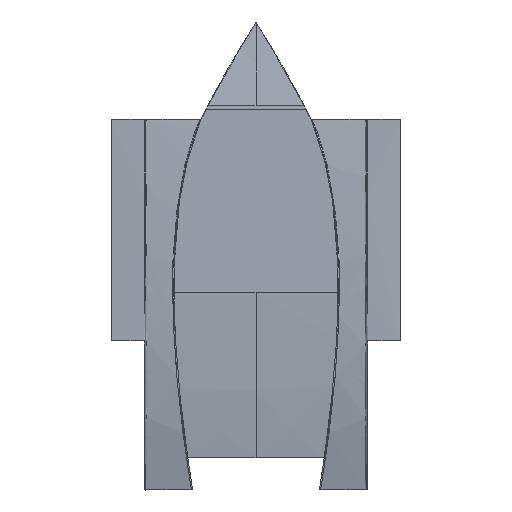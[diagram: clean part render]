
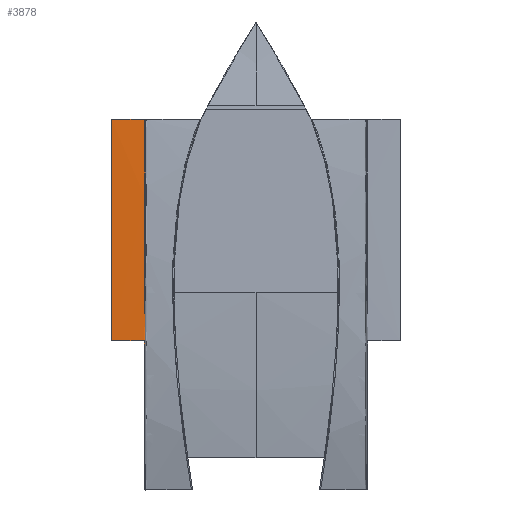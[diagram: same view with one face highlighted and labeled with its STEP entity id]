
A CAD part, front view. The second image highlights one B-rep face of the part: STEP entity #3878.
In plain terms, the highlighted free-form (B-spline) face has degree [2, 1] with [3, 2] control points.
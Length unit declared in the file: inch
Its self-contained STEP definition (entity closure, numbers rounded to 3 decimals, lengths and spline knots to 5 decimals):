
#75 = CARTESIAN_POINT ( 'NONE',  ( -18.63656, 1.46638, -3.56676 ) ) ;
#112 = CARTESIAN_POINT ( 'NONE',  ( -28.25, 2.01042, -40.5986 ) ) ;
#377 = VERTEX_POINT ( 'NONE', #5481 ) ;
#505 = CARTESIAN_POINT ( 'NONE',  ( -24.25, 1.52199, 18.25216 ) ) ;
#514 = EDGE_CURVE ( 'NONE', #9233, #4517, #4216, .T. ) ;
#558 = CARTESIAN_POINT ( 'NONE',  ( -18.75, 2.01042, -40.5986 ) ) ;
#740 = CARTESIAN_POINT ( 'NONE',  ( -18.65, 2.01042, -40.5986 ) ) ;
#800 = DIRECTION ( 'NONE',  ( 1., 0., 0. ) ) ;
#936 = DIRECTION ( 'NONE',  ( 1., 0., 0. ) ) ;
#991 = LINE ( 'NONE', #2522, #6828 ) ;
#1326 = ORIENTED_EDGE ( 'NONE', *, *, #8876, .F. ) ;
#1473 = VERTEX_POINT ( 'NONE', #740 ) ;
#1544 = ORIENTED_EDGE ( 'NONE', *, *, #2544, .F. ) ;
#1577 = B_SPLINE_CURVE_WITH_KNOTS ( 'NONE', 2,
 ( #5765, #7338, #10233 ),
 .UNSPECIFIED., .F., .F.,
 ( 3, 3 ),
 ( 0.52781, 0.52949 ),
 .UNSPECIFIED. ) ;
#2105 = VECTOR ( 'NONE', #800, 39.37008 ) ;
#2144 = CARTESIAN_POINT ( 'NONE',  ( -24.25, 2.01042, -40.5986 ) ) ;
#2298 = CARTESIAN_POINT ( 'NONE',  ( -18.65, 1.45319, 3.83142 ) ) ;
#2329 = LINE ( 'NONE', #6284, #7832 ) ;
#2391 = ORIENTED_EDGE ( 'NONE', *, *, #3154, .F. ) ;
#2429 = DIRECTION ( 'NONE',  ( 1., 0., 0. ) ) ;
#2452 = ORIENTED_EDGE ( 'NONE', *, *, #4702, .T. ) ;
#2458 = EDGE_CURVE ( 'NONE', #6970, #5055, #3344, .T. ) ;
#2522 = CARTESIAN_POINT ( 'NONE',  ( -28.25, 1.52199, 18.25216 ) ) ;
#2544 = EDGE_CURVE ( 'NONE', #377, #6867, #2329, .T. ) ;
#2682 = CARTESIAN_POINT ( 'NONE',  ( -18.65, 1.45487, 5.17655 ) ) ;
#2769 = CARTESIAN_POINT ( 'NONE',  ( -18.75, 1.52199, 18.25216 ) ) ;
#2932 = CARTESIAN_POINT ( 'NONE',  ( -24.25, 1.25832, -10.94707 ) ) ;
#2933 = CARTESIAN_POINT ( 'NONE',  ( -18.65, 1.51147, -10.96482 ) ) ;
#3048 = EDGE_CURVE ( 'NONE', #4517, #1473, #6773, .T. ) ;
#3154 = EDGE_CURVE ( 'NONE', #6867, #4383, #991, .T. ) ;
#3190 = CARTESIAN_POINT ( 'NONE',  ( -18.64117, 1.45617, -0.20396 ) ) ;
#3239 = CARTESIAN_POINT ( 'NONE',  ( -18.64854, 1.50078, -9.61973 ) ) ;
#3294 = CARTESIAN_POINT ( 'NONE',  ( -18.63819, 1.47546, -5.58443 ) ) ;
#3344 = B_SPLINE_CURVE_WITH_KNOTS ( 'NONE', 2,
 ( #5197, #4556, #9970 ),
 .UNSPECIFIED., .F., .F.,
 ( 3, 3 ),
 ( 0.52949, 0.53047 ),
 .UNSPECIFIED. ) ;
#3401 = ORIENTED_EDGE ( 'NONE', *, *, #2458, .T. ) ;
#3647 = B_SPLINE_CURVE_WITH_KNOTS ( 'NONE', 3,
 ( #9126, #3662, #8347, #9080 ),
 .UNSPECIFIED., .F., .F.,
 ( 4, 4 ),
 ( 0., 0.33213 ),
 .UNSPECIFIED. ) ;
#3662 = CARTESIAN_POINT ( 'NONE',  ( -18.65, 1.48264, 13.89372 ) ) ;
#3712 = VERTEX_POINT ( 'NONE', #10347 ) ;
#3722 = CARTESIAN_POINT ( 'NONE',  ( -18.59682, 1.52199, 18.25216 ) ) ;
#3878 = ADVANCED_FACE ( 'NONE', ( #4509 ), #10154, .T. ) ;
#4216 = B_SPLINE_CURVE_WITH_KNOTS ( 'NONE', 3,
 ( #7291, #2298, #6453, #3190, #8759, #75, #4765, #3294, #4925, #9650, #6504, #3239, #7974, #7186 ),
 .UNSPECIFIED., .F., .F.,
 ( 4, 2, 2, 2, 2, 2, 4 ),
 ( 0., 0.1025, 0.205, 0.25625, 0.3075, 0.35875, 0.41 ),
 .UNSPECIFIED. ) ;
#4383 = VERTEX_POINT ( 'NONE', #7940 ) ;
#4509 = FACE_OUTER_BOUND ( 'NONE', #9694, .T. ) ;
#4517 = VERTEX_POINT ( 'NONE', #2933 ) ;
#4539 = ORIENTED_EDGE ( 'NONE', *, *, #4832, .T. ) ;
#4549 = ORIENTED_EDGE ( 'NONE', *, *, #514, .F. ) ;
#4556 = CARTESIAN_POINT ( 'NONE',  ( -18.75, 1.73509, -29.7437 ) ) ;
#4660 = CARTESIAN_POINT ( 'NONE',  ( -18.75, 1.59589, -18.94941 ) ) ;
#4702 = EDGE_CURVE ( 'NONE', #377, #3712, #1577, .T. ) ;
#4765 = CARTESIAN_POINT ( 'NONE',  ( -18.63669, 1.46914, -4.23931 ) ) ;
#4832 = EDGE_CURVE ( 'NONE', #3712, #6970, #10248, .T. ) ;
#4874 = ORIENTED_EDGE ( 'NONE', *, *, #7673, .T. ) ;
#4925 = CARTESIAN_POINT ( 'NONE',  ( -18.63955, 1.47902, -6.25698 ) ) ;
#5055 = VERTEX_POINT ( 'NONE', #558 ) ;
#5197 = CARTESIAN_POINT ( 'NONE',  ( -18.75, 1.59589, -18.94941 ) ) ;
#5272 = CARTESIAN_POINT ( 'NONE',  ( -18.65, 1.75989, -30.72127 ) ) ;
#5359 = CARTESIAN_POINT ( 'NONE',  ( -18.59682, 2.01042, -40.5986 ) ) ;
#5468 = VECTOR ( 'NONE', #8473, 39.37008 ) ;
#5481 = CARTESIAN_POINT ( 'NONE',  ( -24.25, 1.52199, 18.25216 ) ) ;
#5765 = CARTESIAN_POINT ( 'NONE',  ( -24.25, 1.52199, 18.25216 ) ) ;
#6155 = CARTESIAN_POINT ( 'NONE',  ( -18.59682, 1.25832, -10.94707 ) ) ;
#6284 = CARTESIAN_POINT ( 'NONE',  ( -64.95329, 1.52199, 18.25216 ) ) ;
#6453 = CARTESIAN_POINT ( 'NONE',  ( -18.64734, 1.45311, 2.48629 ) ) ;
#6504 = CARTESIAN_POINT ( 'NONE',  ( -18.64504, 1.49128, -8.27463 ) ) ;
#6773 = B_SPLINE_CURVE_WITH_KNOTS ( 'NONE', 3,
 ( #10047, #9208, #5272, #10099 ),
 .UNSPECIFIED., .F., .F.,
 ( 4, 4 ),
 ( 0., 1. ),
 .UNSPECIFIED. ) ;
#6828 = VECTOR ( 'NONE', #936, 39.37008 ) ;
#6867 = VERTEX_POINT ( 'NONE', #2769 ) ;
#6970 = VERTEX_POINT ( 'NONE', #4660 ) ;
#7186 = CARTESIAN_POINT ( 'NONE',  ( -18.65, 1.51147, -10.96482 ) ) ;
#7291 = CARTESIAN_POINT ( 'NONE',  ( -18.65, 1.45487, 5.17655 ) ) ;
#7338 = CARTESIAN_POINT ( 'NONE',  ( -24.25, 1.35484, -0.25775 ) ) ;
#7621 = ORIENTED_EDGE ( 'NONE', *, *, #3048, .F. ) ;
#7673 = EDGE_CURVE ( 'NONE', #5055, #1473, #8015, .T. ) ;
#7832 = VECTOR ( 'NONE', #2429, 39.37008 ) ;
#7940 = CARTESIAN_POINT ( 'NONE',  ( -18.65, 1.52199, 18.25216 ) ) ;
#7974 = CARTESIAN_POINT ( 'NONE',  ( -18.65, 1.50593, -10.29228 ) ) ;
#8015 = LINE ( 'NONE', #112, #2105 ) ;
#8347 = CARTESIAN_POINT ( 'NONE',  ( -18.65, 1.46032, 9.53514 ) ) ;
#8473 = DIRECTION ( 'NONE',  ( 1., 0., 0. ) ) ;
#8759 = CARTESIAN_POINT ( 'NONE',  ( -18.63788, 1.45929, -1.54908 ) ) ;
#8876 = EDGE_CURVE ( 'NONE', #4383, #9233, #3647, .T. ) ;
#9080 = CARTESIAN_POINT ( 'NONE',  ( -18.65, 1.45487, 5.17655 ) ) ;
#9126 = CARTESIAN_POINT ( 'NONE',  ( -18.65, 1.52199, 18.25216 ) ) ;
#9208 = CARTESIAN_POINT ( 'NONE',  ( -18.65, 1.59291, -20.84335 ) ) ;
#9233 = VERTEX_POINT ( 'NONE', #2682 ) ;
#9650 = CARTESIAN_POINT ( 'NONE',  ( -18.64298, 1.48693, -7.60208 ) ) ;
#9694 = EDGE_LOOP ( 'NONE', ( #2391, #1544, #2452, #4539, #3401, #4874, #7621, #4549, #1326 ) ) ;
#9970 = CARTESIAN_POINT ( 'NONE',  ( -18.75, 2.01042, -40.5986 ) ) ;
#10047 = CARTESIAN_POINT ( 'NONE',  ( -18.65, 1.51147, -10.96482 ) ) ;
#10095 = CARTESIAN_POINT ( 'NONE',  ( -64.95329, 1.59589, -18.94941 ) ) ;
#10099 = CARTESIAN_POINT ( 'NONE',  ( -18.65, 2.01042, -40.5986 ) ) ;
#10154 = B_SPLINE_SURFACE_WITH_KNOTS ( 'NONE', 2, 1, ( 
 ( #505, #3722 ),
 ( #2932, #6155 ),
 ( #2144, #5359 ) ),
 .UNSPECIFIED., .F., .F., .F.,
 ( 3, 3 ),
 ( 2, 2 ),
 ( 0., 0.00266 ),
 ( 0., 1. ),
 .UNSPECIFIED. ) ;
#10233 = CARTESIAN_POINT ( 'NONE',  ( -24.25, 1.59589, -18.94941 ) ) ;
#10248 = LINE ( 'NONE', #10095, #5468 ) ;
#10347 = CARTESIAN_POINT ( 'NONE',  ( -24.25, 1.59589, -18.94941 ) ) ;
